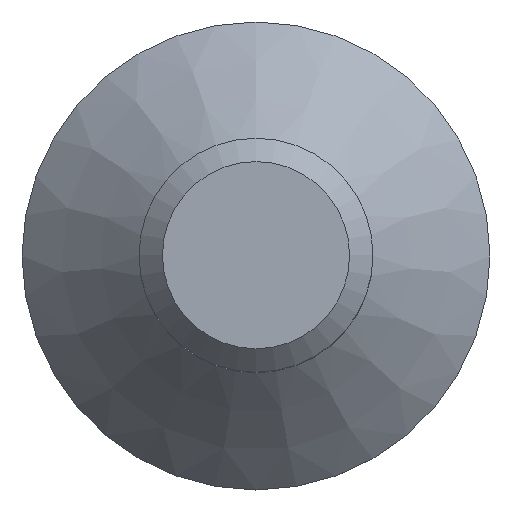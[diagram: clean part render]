
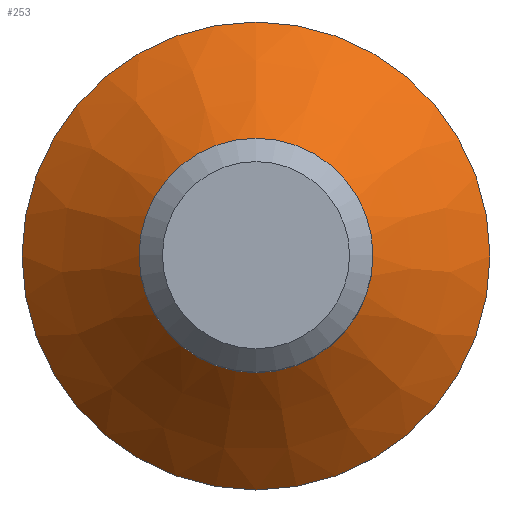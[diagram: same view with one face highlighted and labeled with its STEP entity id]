
A CAD part, top view. The second image highlights one B-rep face of the part: STEP entity #253.
In plain terms, the highlighted conical face has half-angle 45 degrees and reference radius 1.5 mm.
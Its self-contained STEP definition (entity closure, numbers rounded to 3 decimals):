
#37=FACE_OUTER_BOUND('',#56,.T.);
#56=EDGE_LOOP('',(#183,#184,#185,#186,#187,#188));
#74=LINE('',#421,#90);
#90=VECTOR('',#340,1.5);
#106=CIRCLE('',#286,1.5);
#107=CIRCLE('',#287,1.5);
#109=CIRCLE('',#292,3.);
#110=CIRCLE('',#293,3.);
#119=VERTEX_POINT('',#404);
#120=VERTEX_POINT('',#406);
#123=VERTEX_POINT('',#418);
#124=VERTEX_POINT('',#419);
#140=EDGE_CURVE('',#120,#119,#106,.T.);
#141=EDGE_CURVE('',#119,#120,#107,.T.);
#144=EDGE_CURVE('',#123,#124,#109,.T.);
#145=EDGE_CURVE('',#124,#120,#74,.T.);
#146=EDGE_CURVE('',#124,#123,#110,.T.);
#183=ORIENTED_EDGE('',*,*,#144,.T.);
#184=ORIENTED_EDGE('',*,*,#145,.T.);
#185=ORIENTED_EDGE('',*,*,#140,.T.);
#186=ORIENTED_EDGE('',*,*,#141,.T.);
#187=ORIENTED_EDGE('',*,*,#145,.F.);
#188=ORIENTED_EDGE('',*,*,#146,.T.);
#243=CONICAL_SURFACE('',#291,1.5,0.785);
#253=ADVANCED_FACE('',(#37),#243,.T.);
#286=AXIS2_PLACEMENT_3D('',#407,#326,#327);
#287=AXIS2_PLACEMENT_3D('',#408,#328,#329);
#291=AXIS2_PLACEMENT_3D('',#417,#336,#337);
#292=AXIS2_PLACEMENT_3D('',#420,#338,#339);
#293=AXIS2_PLACEMENT_3D('',#422,#341,#342);
#326=DIRECTION('center_axis',(0.,0.,-1.));
#327=DIRECTION('ref_axis',(1.,0.,0.));
#328=DIRECTION('center_axis',(0.,0.,-1.));
#329=DIRECTION('ref_axis',(1.,0.,0.));
#336=DIRECTION('center_axis',(0.,0.,
-1.));
#337=DIRECTION('ref_axis',(0.,-1.,0.));
#338=DIRECTION('center_axis',(0.,0.,
1.));
#339=DIRECTION('ref_axis',(0.,1.,0.));
#340=DIRECTION('',(0.,-0.707,0.707));
#341=DIRECTION('center_axis',(0.,0.,
1.));
#342=DIRECTION('ref_axis',(0.,1.,0.));
#404=CARTESIAN_POINT('',(-1.5,0.,1.7));
#406=CARTESIAN_POINT('',(0.,1.5,1.7));
#407=CARTESIAN_POINT('Origin',(0.,0.,1.7));
#408=CARTESIAN_POINT('Origin',(0.,0.,1.7));
#417=CARTESIAN_POINT('Origin',(0.,0.,1.7));
#418=CARTESIAN_POINT('',(0.,-3.,0.2));
#419=CARTESIAN_POINT('',(0.,3.,0.2));
#420=CARTESIAN_POINT('Origin',(0.,0.,0.2));
#421=CARTESIAN_POINT('',(0.,1.5,1.7));
#422=CARTESIAN_POINT('Origin',(0.,0.,0.2));
